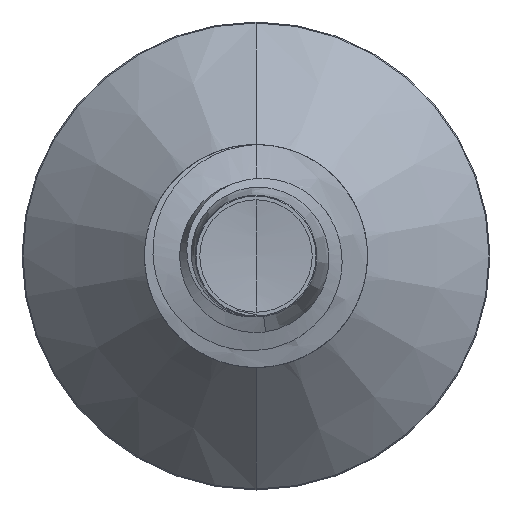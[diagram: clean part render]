
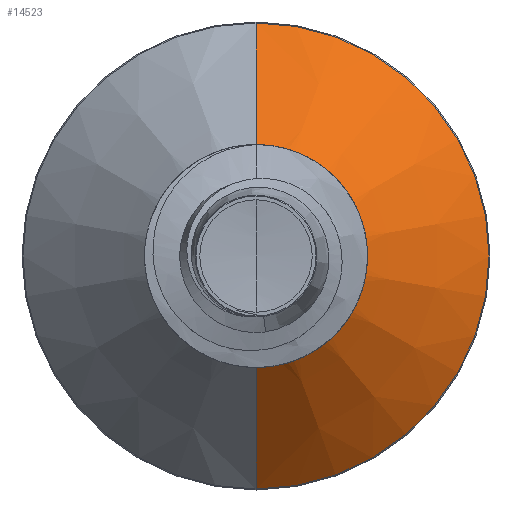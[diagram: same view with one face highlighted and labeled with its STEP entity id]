
A CAD part, front view. The second image highlights one B-rep face of the part: STEP entity #14523.
In plain terms, the highlighted conical face has half-angle 45 degrees and reference radius 1.506 mm.
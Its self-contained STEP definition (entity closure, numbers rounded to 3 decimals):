
#14 = VERTEX_POINT ( 'NONE', #6973 ) ;
#578 = CIRCLE ( 'NONE', #1551, 4.182 ) ;
#1386 = CARTESIAN_POINT ( 'NONE',  ( 0., 12.606, 1.506 ) ) ;
#1551 = AXIS2_PLACEMENT_3D ( 'NONE', #11283, #11281, #11265 ) ;
#1695 = DIRECTION ( 'NONE',  ( 0., 1., 0. ) ) ;
#2705 = VECTOR ( 'NONE', #4981, 1000. ) ;
#3295 = EDGE_CURVE ( 'NONE', #6852, #14, #578, .T. ) ;
#3726 = LINE ( 'NONE', #14356, #10683 ) ;
#4475 = FACE_OUTER_BOUND ( 'NONE', #13170, .T. ) ;
#4981 = DIRECTION ( 'NONE',  ( 0., 0.707, -0.707 ) ) ;
#5011 = CARTESIAN_POINT ( 'NONE',  ( 0., 12.606, -1.506 ) ) ;
#5811 = AXIS2_PLACEMENT_3D ( 'NONE', #9564, #1695, #10908 ) ;
#6190 = CONICAL_SURFACE ( 'NONE', #11940, 1.506, 0.785 ) ;
#6346 = EDGE_CURVE ( 'NONE', #9943, #14, #9636, .T. ) ;
#6464 = ORIENTED_EDGE ( 'NONE', *, *, #14374, .T. ) ;
#6716 = DIRECTION ( 'NONE',  ( 0., 0.707, 0.707 ) ) ;
#6852 = VERTEX_POINT ( 'NONE', #13897 ) ;
#6973 = CARTESIAN_POINT ( 'NONE',  ( 0., 15.282, -4.182 ) ) ;
#8005 = EDGE_CURVE ( 'NONE', #10309, #6852, #3726, .T. ) ;
#8405 = CARTESIAN_POINT ( 'NONE',  ( 0., 12.606, 0. ) ) ;
#8457 = ORIENTED_EDGE ( 'NONE', *, *, #6346, .T. ) ;
#9564 = CARTESIAN_POINT ( 'NONE',  ( 0., 12.606, 0. ) ) ;
#9636 = LINE ( 'NONE', #5011, #2705 ) ;
#9943 = VERTEX_POINT ( 'NONE', #13067 ) ;
#10309 = VERTEX_POINT ( 'NONE', #1386 ) ;
#10683 = VECTOR ( 'NONE', #6716, 1000. ) ;
#10908 = DIRECTION ( 'NONE',  ( 0., 0., 1. ) ) ;
#11265 = DIRECTION ( 'NONE',  ( 0., 0., 1. ) ) ;
#11281 = DIRECTION ( 'NONE',  ( 0., 1., 0. ) ) ;
#11283 = CARTESIAN_POINT ( 'NONE',  ( 0., 15.282, 0. ) ) ;
#11940 = AXIS2_PLACEMENT_3D ( 'NONE', #8405, #15828, #15986 ) ;
#13050 = CIRCLE ( 'NONE', #5811, 1.506 ) ;
#13067 = CARTESIAN_POINT ( 'NONE',  ( 0., 12.606, -1.506 ) ) ;
#13170 = EDGE_LOOP ( 'NONE', ( #6464, #8457, #14292, #14609 ) ) ;
#13897 = CARTESIAN_POINT ( 'NONE',  ( 0., 15.282, 4.182 ) ) ;
#14292 = ORIENTED_EDGE ( 'NONE', *, *, #3295, .F. ) ;
#14356 = CARTESIAN_POINT ( 'NONE',  ( 0., 12.606, 1.506 ) ) ;
#14374 = EDGE_CURVE ( 'NONE', #10309, #9943, #13050, .T. ) ;
#14523 = ADVANCED_FACE ( 'NONE', ( #4475 ), #6190, .T. ) ;
#14609 = ORIENTED_EDGE ( 'NONE', *, *, #8005, .F. ) ;
#15828 = DIRECTION ( 'NONE',  ( 0., 1., 0. ) ) ;
#15986 = DIRECTION ( 'NONE',  ( 0., 0., 1. ) ) ;
